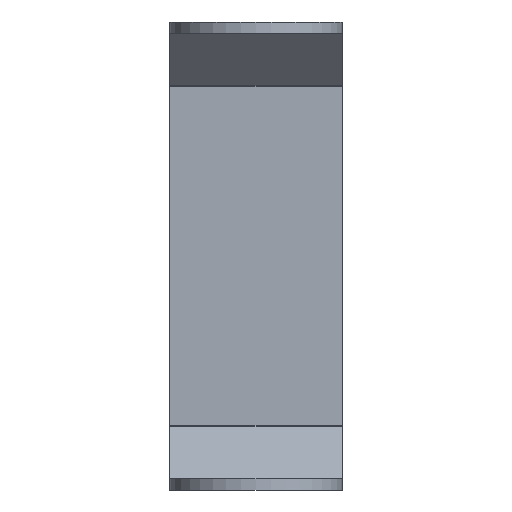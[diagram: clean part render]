
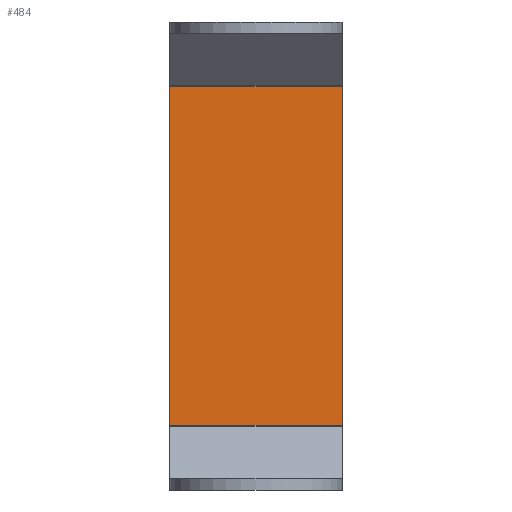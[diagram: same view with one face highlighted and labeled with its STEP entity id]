
A CAD part, front view. The second image highlights one B-rep face of the part: STEP entity #484.
In plain terms, the highlighted face is planar.
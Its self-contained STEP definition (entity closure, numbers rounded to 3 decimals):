
#111 = ORIENTED_EDGE ( 'NONE', *, *, #2060, .T. ) ;
#143 = CARTESIAN_POINT ( 'NONE',  ( 0., 1.575, -57.451 ) ) ;
#218 = EDGE_CURVE ( 'NONE', #2775, #611, #2889, .T. ) ;
#318 = VECTOR ( 'NONE', #2352, 1000. ) ;
#399 = VECTOR ( 'NONE', #2398, 1000. ) ;
#484 = ADVANCED_FACE ( 'NONE', ( #2053 ), #1034, .T. ) ;
#602 = CARTESIAN_POINT ( 'NONE',  ( 24.613, 1.575, -57.451 ) ) ;
#611 = VERTEX_POINT ( 'NONE', #2144 ) ;
#737 = ORIENTED_EDGE ( 'NONE', *, *, #3252, .F. ) ;
#861 = DIRECTION ( 'NONE',  ( 0., 1., 0. ) ) ;
#1034 = PLANE ( 'NONE',  #1348 ) ;
#1051 = CARTESIAN_POINT ( 'NONE',  ( 0., 1.575, -9.119 ) ) ;
#1099 = VECTOR ( 'NONE', #3251, 1000. ) ;
#1230 = CARTESIAN_POINT ( 'NONE',  ( 0., 1.575, -9.119 ) ) ;
#1331 = EDGE_LOOP ( 'NONE', ( #737, #2988, #111, #2935 ) ) ;
#1348 = AXIS2_PLACEMENT_3D ( 'NONE', #1051, #861, #1590 ) ;
#1350 = VERTEX_POINT ( 'NONE', #1461 ) ;
#1461 = CARTESIAN_POINT ( 'NONE',  ( 24.613, 1.575, -9.224 ) ) ;
#1463 = CARTESIAN_POINT ( 'NONE',  ( 0., 1.575, -9.224 ) ) ;
#1590 = DIRECTION ( 'NONE',  ( 0., 0., 1. ) ) ;
#1826 = CARTESIAN_POINT ( 'NONE',  ( 24.613, 1.575, -9.224 ) ) ;
#2053 = FACE_OUTER_BOUND ( 'NONE', #1331, .T. ) ;
#2060 = EDGE_CURVE ( 'NONE', #611, #2675, #3267, .T. ) ;
#2144 = CARTESIAN_POINT ( 'NONE',  ( 0., 1.575, -57.451 ) ) ;
#2185 = LINE ( 'NONE', #2663, #399 ) ;
#2268 = EDGE_CURVE ( 'NONE', #2675, #1350, #2302, .T. ) ;
#2302 = LINE ( 'NONE', #1826, #318 ) ;
#2352 = DIRECTION ( 'NONE',  ( 1., 0., 0. ) ) ;
#2384 = DIRECTION ( 'NONE',  ( -1., 0., 0. ) ) ;
#2398 = DIRECTION ( 'NONE',  ( 0., 0., 1. ) ) ;
#2498 = VECTOR ( 'NONE', #2384, 1000. ) ;
#2663 = CARTESIAN_POINT ( 'NONE',  ( 24.613, 1.575, -9.119 ) ) ;
#2675 = VERTEX_POINT ( 'NONE', #1463 ) ;
#2775 = VERTEX_POINT ( 'NONE', #602 ) ;
#2889 = LINE ( 'NONE', #143, #2498 ) ;
#2935 = ORIENTED_EDGE ( 'NONE', *, *, #2268, .T. ) ;
#2988 = ORIENTED_EDGE ( 'NONE', *, *, #218, .T. ) ;
#3251 = DIRECTION ( 'NONE',  ( 0., 0., 1. ) ) ;
#3252 = EDGE_CURVE ( 'NONE', #2775, #1350, #2185, .T. ) ;
#3267 = LINE ( 'NONE', #1230, #1099 ) ;
